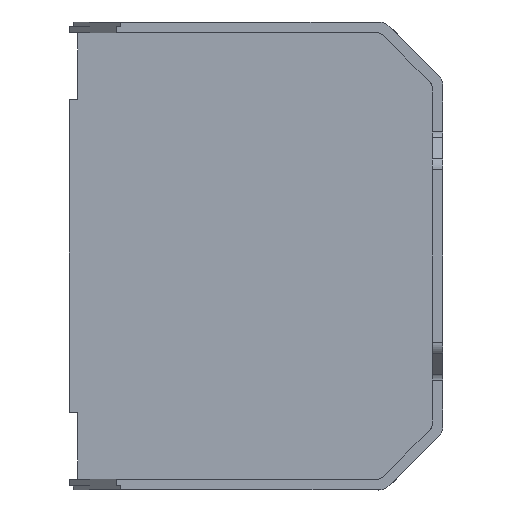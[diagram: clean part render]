
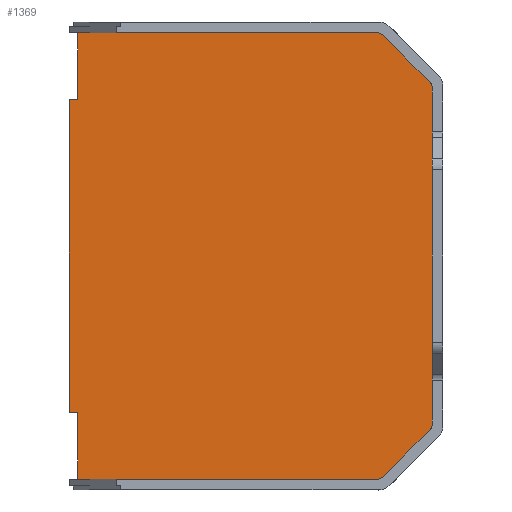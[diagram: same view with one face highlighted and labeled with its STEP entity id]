
A CAD part, front view. The second image highlights one B-rep face of the part: STEP entity #1369.
In plain terms, the highlighted planar face has unit normal (0, -1, 0).
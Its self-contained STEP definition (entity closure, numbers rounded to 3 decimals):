
#78=CIRCLE('',#1497,7.721);
#79=CIRCLE('',#1498,8.);
#80=CIRCLE('',#1499,8.);
#81=CIRCLE('',#1500,7.711);
#136=FACE_OUTER_BOUND('',#210,.T.);
#210=EDGE_LOOP('',(#1089,#1090,#1091,#1092,#1093,#1094,#1095,#1096,#1097,
#1098,#1099,#1100,#1101,#1102,#1103,#1104,#1105,#1106,#1107,#1108,#1109,
#1110));
#319=LINE('',#2162,#472);
#324=LINE('',#2172,#477);
#327=LINE('',#2180,#480);
#330=LINE('',#2186,#483);
#331=LINE('',#2188,#484);
#332=LINE('',#2190,#485);
#333=LINE('',#2192,#486);
#334=LINE('',#2194,#487);
#335=LINE('',#2196,#488);
#336=LINE('',#2198,#489);
#337=LINE('',#2200,#490);
#338=LINE('',#2202,#491);
#339=LINE('',#2204,#492);
#340=LINE('',#2206,#493);
#341=LINE('',#2208,#494);
#342=LINE('',#2212,#495);
#343=LINE('',#2216,#496);
#344=LINE('',#2220,#497);
#472=VECTOR('',#1753,10.);
#477=VECTOR('',#1760,10.);
#480=VECTOR('',#1767,10.);
#483=VECTOR('',#1772,10.);
#484=VECTOR('',#1773,10.);
#485=VECTOR('',#1774,10.);
#486=VECTOR('',#1775,10.);
#487=VECTOR('',#1776,10.);
#488=VECTOR('',#1777,10.);
#489=VECTOR('',#1778,10.);
#490=VECTOR('',#1779,10.);
#491=VECTOR('',#1780,10.);
#492=VECTOR('',#1781,10.);
#493=VECTOR('',#1782,10.);
#494=VECTOR('',#1783,10.);
#495=VECTOR('',#1786,10.);
#496=VECTOR('',#1789,10.);
#497=VECTOR('',#1792,10.);
#617=VERTEX_POINT('',#2160);
#618=VERTEX_POINT('',#2161);
#622=VERTEX_POINT('',#2171);
#625=VERTEX_POINT('',#2179);
#627=VERTEX_POINT('',#2185);
#628=VERTEX_POINT('',#2187);
#629=VERTEX_POINT('',#2189);
#630=VERTEX_POINT('',#2191);
#631=VERTEX_POINT('',#2193);
#632=VERTEX_POINT('',#2195);
#633=VERTEX_POINT('',#2197);
#634=VERTEX_POINT('',#2199);
#635=VERTEX_POINT('',#2201);
#636=VERTEX_POINT('',#2203);
#637=VERTEX_POINT('',#2205);
#638=VERTEX_POINT('',#2207);
#639=VERTEX_POINT('',#2209);
#640=VERTEX_POINT('',#2211);
#641=VERTEX_POINT('',#2213);
#642=VERTEX_POINT('',#2215);
#643=VERTEX_POINT('',#2217);
#644=VERTEX_POINT('',#2219);
#779=EDGE_CURVE('',#617,#618,#319,.T.);
#784=EDGE_CURVE('',#622,#617,#324,.T.);
#788=EDGE_CURVE('',#622,#625,#327,.F.);
#791=EDGE_CURVE('',#618,#627,#330,.T.);
#792=EDGE_CURVE('',#627,#628,#331,.T.);
#793=EDGE_CURVE('',#628,#629,#332,.T.);
#794=EDGE_CURVE('',#629,#630,#333,.T.);
#795=EDGE_CURVE('',#630,#631,#334,.T.);
#796=EDGE_CURVE('',#631,#632,#335,.T.);
#797=EDGE_CURVE('',#632,#633,#336,.T.);
#798=EDGE_CURVE('',#633,#634,#337,.T.);
#799=EDGE_CURVE('',#634,#635,#338,.T.);
#800=EDGE_CURVE('',#635,#636,#339,.T.);
#801=EDGE_CURVE('',#636,#637,#340,.T.);
#802=EDGE_CURVE('',#638,#637,#341,.F.);
#803=EDGE_CURVE('',#639,#638,#78,.T.);
#804=EDGE_CURVE('',#640,#639,#342,.F.);
#805=EDGE_CURVE('',#641,#640,#79,.T.);
#806=EDGE_CURVE('',#642,#641,#343,.F.);
#807=EDGE_CURVE('',#643,#642,#80,.T.);
#808=EDGE_CURVE('',#644,#643,#344,.F.);
#809=EDGE_CURVE('',#625,#644,#81,.T.);
#1089=ORIENTED_EDGE('',*,*,#784,.T.);
#1090=ORIENTED_EDGE('',*,*,#779,.T.);
#1091=ORIENTED_EDGE('',*,*,#791,.T.);
#1092=ORIENTED_EDGE('',*,*,#792,.T.);
#1093=ORIENTED_EDGE('',*,*,#793,.T.);
#1094=ORIENTED_EDGE('',*,*,#794,.T.);
#1095=ORIENTED_EDGE('',*,*,#795,.T.);
#1096=ORIENTED_EDGE('',*,*,#796,.T.);
#1097=ORIENTED_EDGE('',*,*,#797,.T.);
#1098=ORIENTED_EDGE('',*,*,#798,.T.);
#1099=ORIENTED_EDGE('',*,*,#799,.T.);
#1100=ORIENTED_EDGE('',*,*,#800,.T.);
#1101=ORIENTED_EDGE('',*,*,#801,.T.);
#1102=ORIENTED_EDGE('',*,*,#802,.F.);
#1103=ORIENTED_EDGE('',*,*,#803,.F.);
#1104=ORIENTED_EDGE('',*,*,#804,.F.);
#1105=ORIENTED_EDGE('',*,*,#805,.F.);
#1106=ORIENTED_EDGE('',*,*,#806,.F.);
#1107=ORIENTED_EDGE('',*,*,#807,.F.);
#1108=ORIENTED_EDGE('',*,*,#808,.F.);
#1109=ORIENTED_EDGE('',*,*,#809,.F.);
#1110=ORIENTED_EDGE('',*,*,#788,.F.);
#1308=PLANE('',#1496);
#1369=ADVANCED_FACE('',(#136),#1308,.F.);
#1496=AXIS2_PLACEMENT_3D('',#2184,#1770,#1771);
#1497=AXIS2_PLACEMENT_3D('',#2210,#1784,#1785);
#1498=AXIS2_PLACEMENT_3D('',#2214,#1787,#1788);
#1499=AXIS2_PLACEMENT_3D('',#2218,#1790,#1791);
#1500=AXIS2_PLACEMENT_3D('',#2221,#1793,#1794);
#1753=DIRECTION('',(-1.,0.,0.));
#1760=DIRECTION('',(0.,0.,-1.));
#1767=DIRECTION('',(-1.,0.,0.));
#1770=DIRECTION('center_axis',(0.,1.,0.));
#1771=DIRECTION('ref_axis',(-1.,0.,0.));
#1772=DIRECTION('',(0.,0.,-1.));
#1773=DIRECTION('',(1.,0.,0.));
#1774=DIRECTION('',(0.,0.,-1.));
#1775=DIRECTION('',(-1.,0.,0.));
#1776=DIRECTION('',(0.,0.,-1.));
#1777=DIRECTION('',(1.,0.,-0.001));
#1778=DIRECTION('',(-0.001,0.,-1.));
#1779=DIRECTION('',(-1.,0.,0.001));
#1780=DIRECTION('',(0.,0.,-1.));
#1781=DIRECTION('',(1.,0.,0.));
#1782=DIRECTION('',(0.,0.,-1.));
#1783=DIRECTION('',(1.,0.,0.));
#1784=DIRECTION('center_axis',(0.,1.,0.));
#1785=DIRECTION('ref_axis',(0.383,0.,-0.924));
#1786=DIRECTION('',(0.707,0.,0.707));
#1787=DIRECTION('center_axis',(0.,1.,0.));
#1788=DIRECTION('ref_axis',(0.924,0.,-0.383));
#1789=DIRECTION('',(0.,0.,1.));
#1790=DIRECTION('center_axis',(0.,1.,0.));
#1791=DIRECTION('ref_axis',(0.924,0.,0.383));
#1792=DIRECTION('',(-0.707,0.,0.707));
#1793=DIRECTION('center_axis',(0.,1.,0.));
#1794=DIRECTION('ref_axis',(0.383,0.,0.924));
#2160=CARTESIAN_POINT('',(-620.383,396.289,777.215));
#2161=CARTESIAN_POINT('',(-622.741,396.289,777.215));
#2162=CARTESIAN_POINT('',(-552.222,396.289,777.215));
#2171=CARTESIAN_POINT('',(-620.383,396.289,779.215));
#2172=CARTESIAN_POINT('',(-620.383,396.289,724.965));
#2179=CARTESIAN_POINT('',(-479.443,396.289,779.215));
#2180=CARTESIAN_POINT('',(-585.671,396.289,779.215));
#2184=CARTESIAN_POINT('Origin',(-543.601,396.289,670.715));
#2185=CARTESIAN_POINT('',(-622.741,396.289,774.215));
#2186=CARTESIAN_POINT('',(-622.741,396.289,773.743));
#2187=CARTESIAN_POINT('',(-618.741,396.289,774.215));
#2188=CARTESIAN_POINT('',(-580.671,396.289,774.215));
#2189=CARTESIAN_POINT('',(-618.741,396.289,743.215));
#2190=CARTESIAN_POINT('',(-618.741,396.289,706.965));
#2191=CARTESIAN_POINT('',(-622.741,396.289,743.215));
#2192=CARTESIAN_POINT('',(-583.171,396.289,743.215));
#2193=CARTESIAN_POINT('',(-622.741,396.289,598.208));
#2194=CARTESIAN_POINT('',(-622.741,396.289,773.743));
#2195=CARTESIAN_POINT('',(-618.789,396.289,598.205));
#2196=CARTESIAN_POINT('',(-580.719,396.289,598.18));
#2197=CARTESIAN_POINT('',(-618.81,396.289,567.205));
#2198=CARTESIAN_POINT('',(-618.775,396.289,618.985));
#2199=CARTESIAN_POINT('',(-622.741,396.289,567.208));
#2200=CARTESIAN_POINT('',(-583.205,396.289,567.182));
#2201=CARTESIAN_POINT('',(-622.741,396.289,564.215));
#2202=CARTESIAN_POINT('',(-622.741,396.289,773.743));
#2203=CARTESIAN_POINT('',(-620.383,396.289,564.215));
#2204=CARTESIAN_POINT('',(-549.599,396.289,564.215));
#2205=CARTESIAN_POINT('',(-620.383,396.289,562.215));
#2206=CARTESIAN_POINT('',(-620.383,396.289,616.465));
#2207=CARTESIAN_POINT('',(-479.448,396.289,562.215));
#2208=CARTESIAN_POINT('',(-514.846,396.289,562.215));
#2209=CARTESIAN_POINT('',(-473.988,396.289,564.477));
#2210=CARTESIAN_POINT('Origin',(-479.448,396.289,569.936));
#2211=CARTESIAN_POINT('',(-451.805,396.289,586.66));
#2212=CARTESIAN_POINT('',(-455.661,396.289,582.804));
#2213=CARTESIAN_POINT('',(-449.461,396.289,592.317));
#2214=CARTESIAN_POINT('Origin',(-457.461,396.289,592.317));
#2215=CARTESIAN_POINT('',(-449.461,396.289,749.114));
#2216=CARTESIAN_POINT('',(-449.461,396.289,708.937));
#2217=CARTESIAN_POINT('',(-451.805,396.289,754.77));
#2218=CARTESIAN_POINT('Origin',(-457.461,396.289,749.114));
#2219=CARTESIAN_POINT('',(-473.991,396.289,776.957));
#2220=CARTESIAN_POINT('',(-465.115,396.289,768.081));
#2221=CARTESIAN_POINT('Origin',(-479.443,396.289,771.504));
